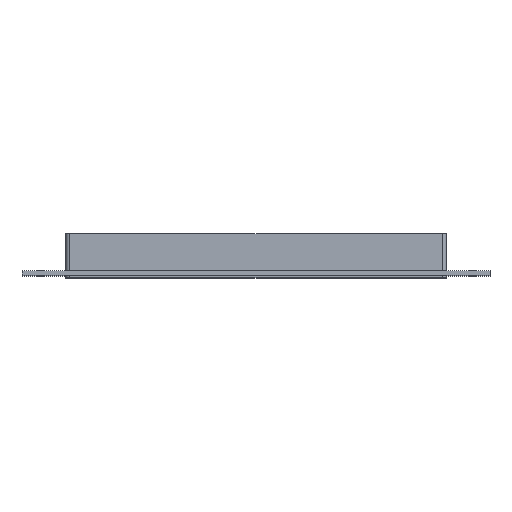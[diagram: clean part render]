
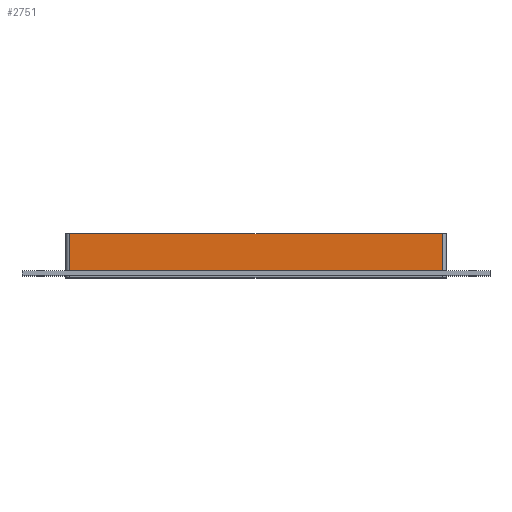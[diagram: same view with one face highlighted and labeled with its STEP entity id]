
A CAD part, top view. The second image highlights one B-rep face of the part: STEP entity #2751.
In plain terms, the highlighted planar face has unit normal (0, 0, 1).
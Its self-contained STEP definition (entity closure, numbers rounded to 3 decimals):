
#1546=CARTESIAN_POINT('',(-256.0,57.0,290.0));
#1547=VERTEX_POINT('',#1546);
#1555=CARTESIAN_POINT('',(256.0,57.0,290.0));
#1556=VERTEX_POINT('',#1555);
#1557=CARTESIAN_POINT('',(-256.0,57.0,290.0));
#1558=DIRECTION('',(1.0,0.0,0.0));
#1559=VECTOR('',#1558,512.0);
#1560=LINE('',#1557,#1559);
#1561=EDGE_CURVE('',#1547,#1556,#1560,.T.);
#2177=CARTESIAN_POINT('',(256.0,6.,290.0));
#2178=VERTEX_POINT('',#2177);
#2186=CARTESIAN_POINT('',(-256.0,6.,290.0));
#2187=VERTEX_POINT('',#2186);
#2188=CARTESIAN_POINT('',(-256.0,6.,290.0));
#2189=DIRECTION('',(1.0,0.0,0.0));
#2190=VECTOR('',#2189,512.0);
#2191=LINE('',#2188,#2190);
#2192=EDGE_CURVE('',#2187,#2178,#2191,.T.);
#2515=CARTESIAN_POINT('',(256.0,57.0,290.0));
#2516=DIRECTION('',(0.0,-1.0,0.0));
#2517=VECTOR('',#2516,51.0);
#2518=LINE('',#2515,#2517);
#2519=EDGE_CURVE('',#1556,#2178,#2518,.T.);
#2729=CARTESIAN_POINT('',(-256.0,6.,290.0));
#2730=DIRECTION('',(0.0,1.0,0.0));
#2731=VECTOR('',#2730,51.0);
#2732=LINE('',#2729,#2731);
#2733=EDGE_CURVE('',#2187,#1547,#2732,.T.);
#2740=CARTESIAN_POINT('',(-262.0,0.0,290.0));
#2741=DIRECTION('',(0.0,0.0,1.0));
#2742=DIRECTION('',(1.0,0.0,0.0));
#2743=AXIS2_PLACEMENT_3D('',#2740,#2741,#2742);
#2744=PLANE('',#2743);
#2745=ORIENTED_EDGE('',*,*,#2192,.T.);
#2746=ORIENTED_EDGE('',*,*,#2519,.F.);
#2747=ORIENTED_EDGE('',*,*,#1561,.F.);
#2748=ORIENTED_EDGE('',*,*,#2733,.F.);
#2749=EDGE_LOOP('',(#2745,#2746,#2747,#2748));
#2750=FACE_OUTER_BOUND('',#2749,.T.);
#2751=ADVANCED_FACE('',(#2750),#2744,.T.);
